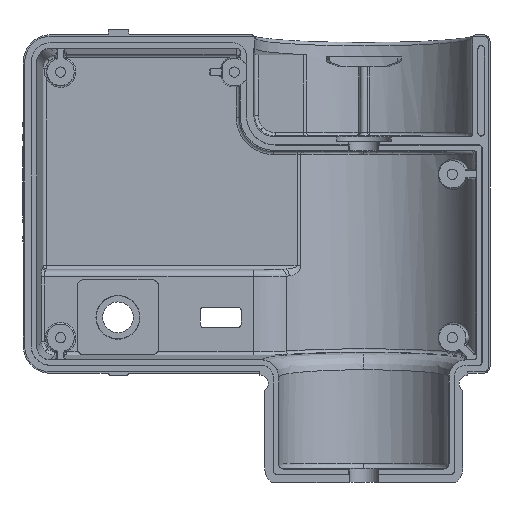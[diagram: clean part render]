
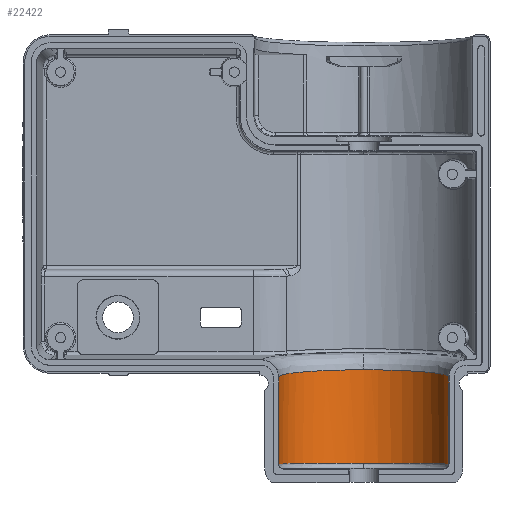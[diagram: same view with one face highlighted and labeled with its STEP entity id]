
A CAD part, front view. The second image highlights one B-rep face of the part: STEP entity #22422.
In plain terms, the highlighted cylindrical face has radius 12.5 mm (diameter 25 mm), a partial arc.
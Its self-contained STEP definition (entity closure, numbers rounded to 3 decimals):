
#1015 = CARTESIAN_POINT ( 'NONE',  ( 3.5, -2.5, -40.5 ) ) ;
#1704 = VERTEX_POINT ( 'NONE', #36470 ) ;
#2756 = CARTESIAN_POINT ( 'NONE',  ( 16., 10., -26.702 ) ) ;
#2891 = CARTESIAN_POINT ( 'NONE',  ( 23.322, 10., -26.702 ) ) ;
#2991 = CARTESIAN_POINT ( 'NONE',  ( 28.5, -2.5, -40.5 ) ) ;
#3037 = CARTESIAN_POINT ( 'NONE',  ( 28.5, -2.5, -41.25 ) ) ;
#3373 = VERTEX_POINT ( 'NONE', #24340 ) ;
#3918 = CARTESIAN_POINT ( 'NONE',  ( 28.5, 4.822, -27.137 ) ) ;
#4038 = CARTESIAN_POINT ( 'NONE',  ( 28.5, -2.5, -27.751 ) ) ;
#4287 = ORIENTED_EDGE ( 'NONE', *, *, #31140, .T. ) ;
#4817 = ORIENTED_EDGE ( 'NONE', *, *, #26533, .T. ) ;
#4823 = VERTEX_POINT ( 'NONE', #2991 ) ;
#4830 = EDGE_CURVE ( 'NONE', #4823, #8873, #17941, .T. ) ;
#4854 = ORIENTED_EDGE ( 'NONE', *, *, #32664, .T. ) ;
#5133 = ORIENTED_EDGE ( 'NONE', *, *, #4830, .T. ) ;
#5410 = ORIENTED_EDGE ( 'NONE', *, *, #12116, .T. ) ;
#7885 = CARTESIAN_POINT ( 'NONE',  ( 3.5, -2.5, -27.751 ) ) ;
#7924 = CARTESIAN_POINT ( 'NONE',  ( 3.5, 4.822, -27.137 ) ) ;
#8120 = CARTESIAN_POINT ( 'NONE',  ( 8.678, 10., -26.702 ) ) ;
#8746 = CARTESIAN_POINT ( 'NONE',  ( 16., 10., -26.702 ) ) ;
#8873 = VERTEX_POINT ( 'NONE', #24039 ) ;
#9053 = CARTESIAN_POINT ( 'NONE',  ( 28.5, -2.5, -40.5 ) ) ;
#9060 = CARTESIAN_POINT ( 'NONE',  ( 28.5, 4.822, -40.44 ) ) ;
#9253 = CARTESIAN_POINT ( 'NONE',  ( 23.322, 10., -40.397 ) ) ;
#9298 = CARTESIAN_POINT ( 'NONE',  ( 16., 10., -40.397 ) ) ;
#9916 = VERTEX_POINT ( 'NONE', #23045 ) ;
#10042 =( BOUNDED_CURVE ( )  B_SPLINE_CURVE ( 3, ( #14371, #13254, #13189, #13162 ),
 .UNSPECIFIED., .F., .T. ) 
 B_SPLINE_CURVE_WITH_KNOTS ( ( 4, 4 ),
 ( 4.712, 6.283 ),
 .UNSPECIFIED. ) 
 CURVE ( )  GEOMETRIC_REPRESENTATION_ITEM ( )  RATIONAL_B_SPLINE_CURVE ( ( 1., 0.805, 0.805, 1. ) ) 
 REPRESENTATION_ITEM ( '' )  );
#11136 = AXIS2_PLACEMENT_3D ( 'NONE', #18902, #19025, #19914 ) ;
#11822 = FACE_OUTER_BOUND ( 'NONE', #11849, .T. ) ;
#11849 = EDGE_LOOP ( 'NONE', ( #4287, #4817, #4854, #5133, #5410, #29529 ) ) ;
#12116 = EDGE_CURVE ( 'NONE', #8873, #9916, #25829, .T. ) ;
#13117 = DIRECTION ( 'NONE',  ( 0., 0., -1. ) ) ;
#13162 = CARTESIAN_POINT ( 'NONE',  ( 16., 10., -40.397 ) ) ;
#13189 = CARTESIAN_POINT ( 'NONE',  ( 8.678, 10., -40.397 ) ) ;
#13254 = CARTESIAN_POINT ( 'NONE',  ( 3.5, 4.822, -40.44 ) ) ;
#13482 = CARTESIAN_POINT ( 'NONE',  ( 3.5, -2.5, -27.751 ) ) ;
#14203 = LINE ( 'NONE', #13482, #35126 ) ;
#14371 = CARTESIAN_POINT ( 'NONE',  ( 3.5, -2.5, -40.5 ) ) ;
#16234 = VECTOR ( 'NONE', #33144, 1000. ) ;
#17676 =( BOUNDED_CURVE ( )  B_SPLINE_CURVE ( 3, ( #8746, #8120, #7924, #7885 ),
 .UNSPECIFIED., .F., .T. ) 
 B_SPLINE_CURVE_WITH_KNOTS ( ( 4, 4 ),
 ( 0., 1.571 ),
 .UNSPECIFIED. ) 
 CURVE ( )  GEOMETRIC_REPRESENTATION_ITEM ( )  RATIONAL_B_SPLINE_CURVE ( ( 1., 0.805, 0.805, 1. ) ) 
 REPRESENTATION_ITEM ( '' )  );
#17941 = LINE ( 'NONE', #3037, #16234 ) ;
#18902 = CARTESIAN_POINT ( 'NONE',  ( 16., -2.5, 33.005 ) ) ;
#19025 = DIRECTION ( 'NONE',  ( 0., 0., 1. ) ) ;
#19914 = DIRECTION ( 'NONE',  ( 1., 0., 0. ) ) ;
#22422 = ADVANCED_FACE ( 'NONE', ( #11822 ), #33507, .F. ) ;
#23045 = CARTESIAN_POINT ( 'NONE',  ( 16., 10., -26.702 ) ) ;
#24039 = CARTESIAN_POINT ( 'NONE',  ( 28.5, -2.5, -27.751 ) ) ;
#24340 = CARTESIAN_POINT ( 'NONE',  ( 3.5, -2.5, -27.751 ) ) ;
#25829 =( BOUNDED_CURVE ( )  B_SPLINE_CURVE ( 3, ( #4038, #3918, #2891, #2756 ),
 .UNSPECIFIED., .F., .F. ) 
 B_SPLINE_CURVE_WITH_KNOTS ( ( 4, 4 ),
 ( 4.712, 6.283 ),
 .UNSPECIFIED. ) 
 CURVE ( )  GEOMETRIC_REPRESENTATION_ITEM ( )  RATIONAL_B_SPLINE_CURVE ( ( 1., 0.805, 0.805, 1. ) ) 
 REPRESENTATION_ITEM ( '' )  );
#26533 = EDGE_CURVE ( 'NONE', #27126, #1704, #10042, .T. ) ;
#27126 = VERTEX_POINT ( 'NONE', #1015 ) ;
#28475 = EDGE_CURVE ( 'NONE', #9916, #3373, #17676, .T. ) ;
#29529 = ORIENTED_EDGE ( 'NONE', *, *, #28475, .T. ) ;
#31140 = EDGE_CURVE ( 'NONE', #3373, #27126, #14203, .T. ) ;
#31752 =( BOUNDED_CURVE ( )  B_SPLINE_CURVE ( 3, ( #9298, #9253, #9060, #9053 ),
 .UNSPECIFIED., .F., .T. ) 
 B_SPLINE_CURVE_WITH_KNOTS ( ( 4, 4 ),
 ( 0., 1.571 ),
 .UNSPECIFIED. ) 
 CURVE ( )  GEOMETRIC_REPRESENTATION_ITEM ( )  RATIONAL_B_SPLINE_CURVE ( ( 1., 0.805, 0.805, 1. ) ) 
 REPRESENTATION_ITEM ( '' )  );
#32664 = EDGE_CURVE ( 'NONE', #1704, #4823, #31752, .T. ) ;
#33144 = DIRECTION ( 'NONE',  ( 0., 0., 1. ) ) ;
#33507 = CYLINDRICAL_SURFACE ( 'NONE', #11136, 12.5 ) ;
#35126 = VECTOR ( 'NONE', #13117, 1000. ) ;
#36470 = CARTESIAN_POINT ( 'NONE',  ( 16., 10., -40.397 ) ) ;
